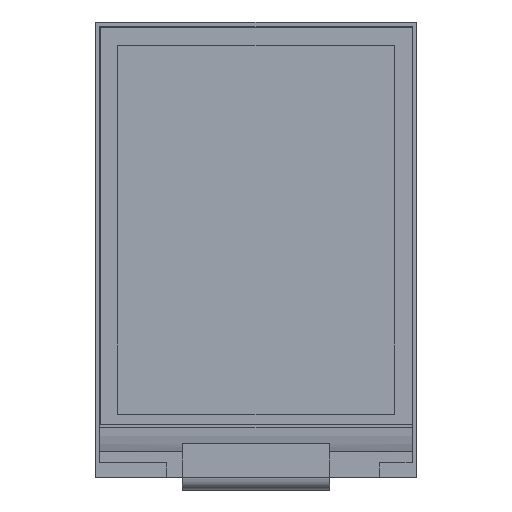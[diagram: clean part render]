
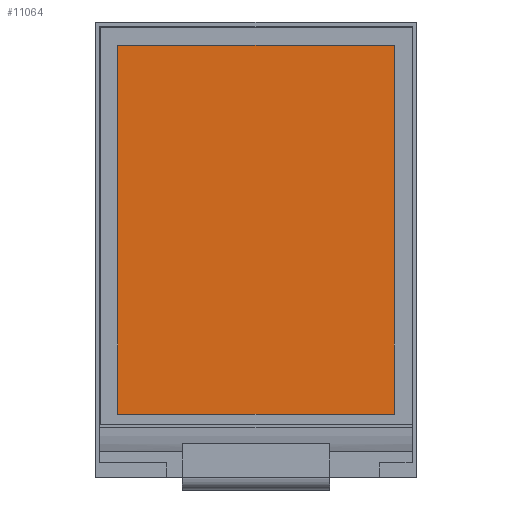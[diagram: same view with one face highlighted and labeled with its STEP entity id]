
A CAD part, top view. The second image highlights one B-rep face of the part: STEP entity #11064.
In plain terms, the highlighted planar face has unit normal (0, 0, 1).
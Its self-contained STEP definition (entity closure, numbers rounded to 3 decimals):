
#632=LINE('',#14748,#1486);
#633=LINE('',#14750,#1487);
#635=LINE('',#14754,#1489);
#637=LINE('',#14758,#1491);
#1486=VECTOR('',#12610,1000.);
#1487=VECTOR('',#12613,1000.);
#1489=VECTOR('',#12617,1000.);
#1491=VECTOR('',#12621,1000.);
#2652=ORIENTED_EDGE('',*,*,#4736,.F.);
#2653=ORIENTED_EDGE('',*,*,#4741,.F.);
#2654=ORIENTED_EDGE('',*,*,#4739,.F.);
#2655=ORIENTED_EDGE('',*,*,#4737,.F.);
#4736=EDGE_CURVE('',#5795,#5794,#632,.T.);
#4737=EDGE_CURVE('',#5794,#5796,#633,.T.);
#4739=EDGE_CURVE('',#5796,#5797,#635,.T.);
#4741=EDGE_CURVE('',#5797,#5795,#637,.T.);
#5794=VERTEX_POINT('',#14745);
#5795=VERTEX_POINT('',#14747);
#5796=VERTEX_POINT('',#14751);
#5797=VERTEX_POINT('',#14755);
#6555=EDGE_LOOP('',(#2652,#2653,#2654,#2655));
#7037=FACE_BOUND('',#6555,.T.);
#7507=PLANE('',#11564);
#11064=ADVANCED_FACE('',(#7037),#7507,.F.);
#11564=AXIS2_PLACEMENT_3D('',#14759,#12622,#12623);
#12610=DIRECTION('',(-1.,0.,0.));
#12613=DIRECTION('',(0.,1.,0.));
#12617=DIRECTION('',(1.,0.,0.));
#12621=DIRECTION('',(0.,-1.,0.));
#12622=DIRECTION('',(0.,0.,-1.));
#12623=DIRECTION('',(-1.,0.,0.));
#14745=CARTESIAN_POINT('',(-18.36,-21.815,2.223));
#14747=CARTESIAN_POINT('',(18.36,-21.815,2.223));
#14748=CARTESIAN_POINT('',(18.36,-21.815,2.223));
#14750=CARTESIAN_POINT('',(-18.36,-21.815,2.223));
#14751=CARTESIAN_POINT('',(-18.36,27.145,2.223));
#14754=CARTESIAN_POINT('',(-18.36,27.145,2.223));
#14755=CARTESIAN_POINT('',(18.36,27.145,2.223));
#14758=CARTESIAN_POINT('',(18.36,27.145,2.223));
#14759=CARTESIAN_POINT('',(0.,0.,2.223));
